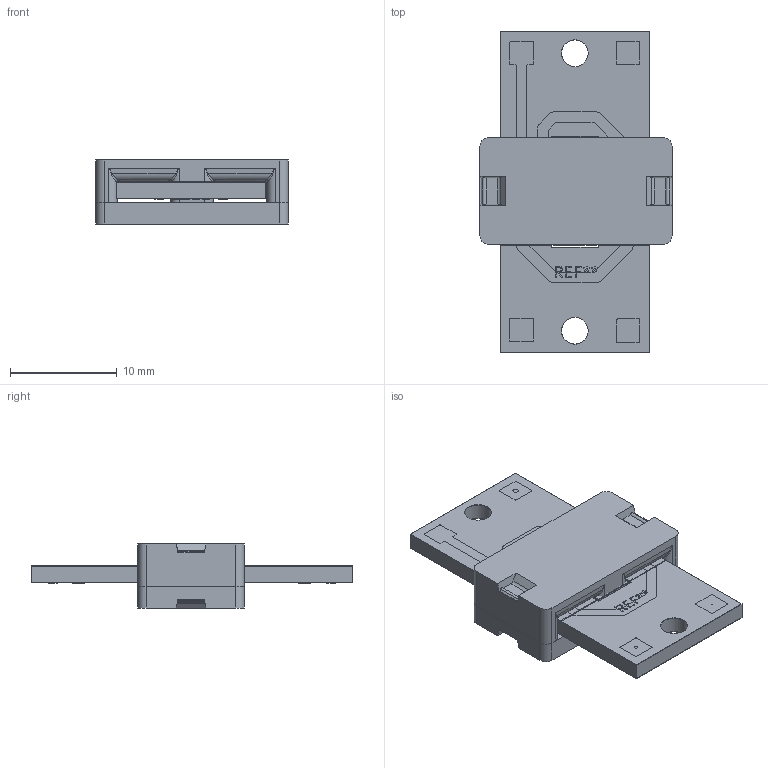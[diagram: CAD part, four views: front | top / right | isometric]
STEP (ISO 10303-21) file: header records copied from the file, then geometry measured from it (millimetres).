
FILE_DESCRIPTION(('KiCad electronic assembly'),'2;1');
FILE_NAME('Hydrophone_Transformer.step','2025-12-05T22:59:38',('Pcbnew') ,('Kicad'),'Open CASCADE STEP processor 7.9','KiCad to STEP converter' ,'Unknown');
FILE_SCHEMA(('AUTOMOTIVE_DESIGN { 1 0 10303 214 1 1 1 1 }'));
Length unit declared in the file: millimetre
Products named in the file (10): Hydrophone_Transformer 1; c61036-a0262-c001-elp18wc; c61036-a0262-c042-i18wc; Hydrophone_Transformer_copper; Hydrophone_Transformer_silkscreen; Hydrophone_Transformer_soldermask; Hydrophone_Transformer_PCB_1; Hydrophone_Transformer_PCB_2
Assembly tree (9 placements, depth 2):
  Hydrophone_Transformer 1
    c61036-a0262-c001-elp18wc
    c61036-a0262-c042-i18wc
    Hydrophone_Transformer_copper
    Hydrophone_Transformer_silkscreen
    Hydrophone_Transformer_silkscreen
    Hydrophone_Transformer_soldermask
    Hydrophone_Transformer_soldermask
    Hydrophone_Transformer_PCB_1
    Hydrophone_Transformer_PCB_2
Bounding box: 18 x 30 x 6 mm (x, y, z)
Volume: 1470.6 mm3; surface area: 3405 mm2
Topology: 8 solids, 31 shells, 556 faces, 1801 edges, 1294 vertices
Faces by surface type: plane 459, cylinder 73, bspline 16, torus 8
Full cylindrical faces by diameter (mm): 0.08 x4, 0.3 x2, 0.5 x4, 2.5 x2
Entity records: 22673 total; most frequent: CARTESIAN_POINT 6437, ORIENTED_EDGE 3298, DIRECTION 3037, EDGE_CURVE 1801, LINE 1529, VECTOR 1529, VERTEX_POINT 1294, AXIS2_PLACEMENT_3D 754
